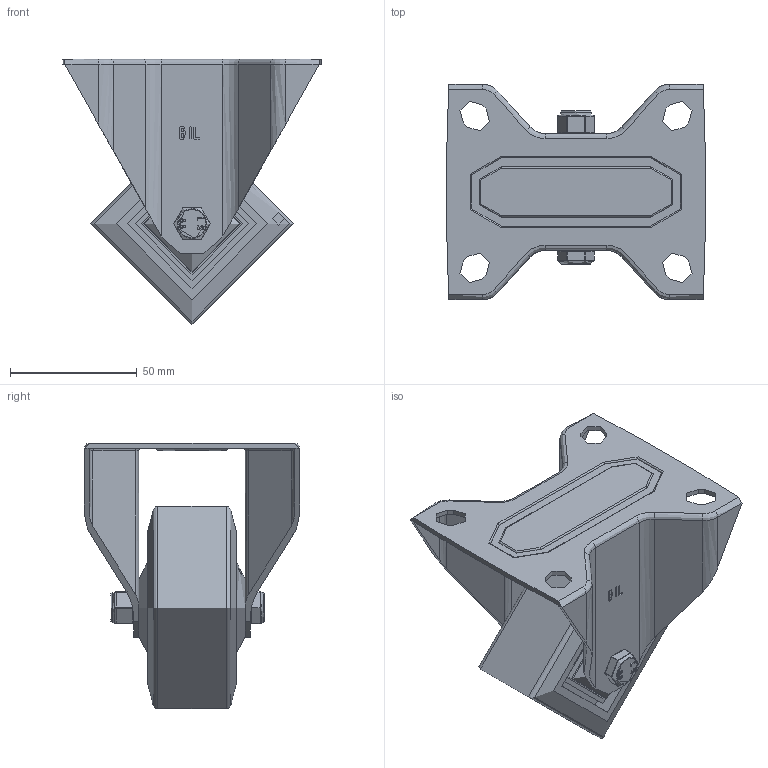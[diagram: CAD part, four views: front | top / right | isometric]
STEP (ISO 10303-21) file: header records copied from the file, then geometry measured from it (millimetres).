
FILE_DESCRIPTION(/* description */ ('','CAx-IF Rec.Pracs.---Representation and Presentation of Product Manufacturing Information (PMI)---4.0---2014-10-13'),/* implementation_level */ '2;1');
FILE_NAME(/* name */ 'BZMMF80RNBJEC.step',/* time_stamp */ '2025-01-06T13:05:14Z',/* author */ (''),/* organization */ (''),/* preprocessor_version */ 'ST-DEVELOPER v20',/* originating_system */ 'Autodesk Translation Framework v13.20.0.188',/* authorisation */ '');
FILE_SCHEMA (('AP242_MANAGED_MODEL_BASED_3D_ENGINEERING_MIM_LF { 1 0 10303 442 1 1 4 }'));
Length unit declared in the file: millimetre
Products named in the file (30): BZMMF80RNBJEC; BZMMF80AS - 42 v2; ZINC PLATED, PRESSED STEEL BRACKET; BZMM80WRNBJEC v1; 65 SHORE A ELECTRICALLY CONDUCTIVE ELASTIC RUBBER TYRE; 65 SHORE A ELECTRICALLY CONDUCTIVE ELASTIC RUBBER TYRE Geometry; SPOT; NYLON RIM; BEARING 6202; METAL; METAL2; Pattern; Component1; MIDDLE; RUBBER; RUBBER2; HUBCAPM8X42RNEC v1; HUB CAP; HUB CAP Geometry; SPOT (1); HUBCAPM8X42RNEC v1 (1); HUB CAP (1); HUB CAP Geometry (1); SPOT (2); HEXBOLTM8X55Z8.8 v2; GRADE 8.8 ZINC PLATED BOLT; NYLOCM8Z v1; NYLOC NUT; NUT; RUBBER (1)
Assembly tree (36 placements, depth 5):
  BZMMF80RNBJEC
    BZMMF80AS - 42 v2
      ZINC PLATED, PRESSED STEEL BRACKET
    BZMM80WRNBJEC v1
      65 SHORE A ELECTRICALLY CONDUCTIVE ELASTIC RUBBER TYRE
        65 SHORE A ELECTRICALLY CONDUCTIVE ELASTIC RUBBER TYRE Geometry
        SPOT
      NYLON RIM
      BEARING 6202
        METAL
        METAL2
        Pattern
          Component1  x8
        MIDDLE
        RUBBER
        RUBBER2
    HUBCAPM8X42RNEC v1
      HUB CAP
        HUB CAP Geometry
        SPOT (1)
    HUBCAPM8X42RNEC v1 (1)
      HUB CAP (1)
        HUB CAP Geometry (1)
        SPOT (2)
    HEXBOLTM8X55Z8.8 v2
      GRADE 8.8 ZINC PLATED BOLT
    NYLOCM8Z v1
      NYLOC NUT
        NUT
        RUBBER (1)
Bounding box: 102.3 x 85 x 105 mm (x, y, z)
Volume: 182782.2 mm3; surface area: 95629.8 mm2
Topology: 24 solids, 24 shells, 780 faces, 1879 edges, 1214 vertices
Faces by surface type: plane 282, cylinder 227, bspline 176, sphere 48, torus 36, cone 11
Full cylindrical faces by diameter (mm): 0.664 x2, 3 x4, 5 x2, 6.446 x7, 7.866 x13, 8 x3, 8.2 x2, 8.25 x2, 8.6 x2, 11.5 x1, 12.1 x1, 14.9 x2, 15 x1, 18 x1, 19.5 x2, 20 x4, 22.5 x2, 23 x2, 26 x2, 28 x2, 30 x4, 30.5 x2, 31 x4, 32 x3, 35 x4, 36.25 x2, 38.25 x2, 40 x2, 45 x2, 51 x2
Entity records: 30602 total; most frequent: CARTESIAN_POINT 12707, ORIENTED_EDGE 3672, DIRECTION 3213, EDGE_CURVE 1836, AXIS2_PLACEMENT_3D 1203, VERTEX_POINT 1200, EDGE_LOOP 926, LINE 807
